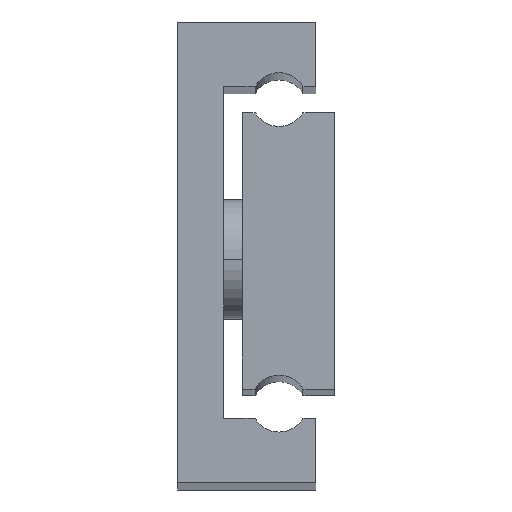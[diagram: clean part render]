
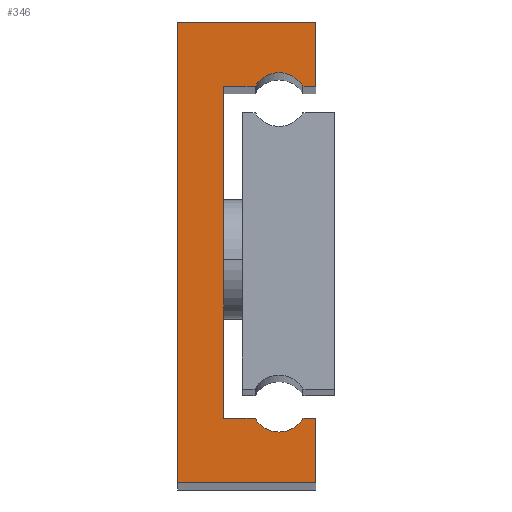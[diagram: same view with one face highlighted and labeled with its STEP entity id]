
A CAD part, top view. The second image highlights one B-rep face of the part: STEP entity #346.
In plain terms, the highlighted planar face has unit normal (0, 0, 1).
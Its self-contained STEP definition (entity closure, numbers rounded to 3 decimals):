
#9 = DIRECTION ( 'NONE',  ( 0., 1., 0. ) ) ;
#13 = ORIENTED_EDGE ( 'NONE', *, *, #1886, .T. ) ;
#14 = LINE ( 'NONE', #328, #1671 ) ;
#55 = LINE ( 'NONE', #1291, #1103 ) ;
#72 = VECTOR ( 'NONE', #9, 1000. ) ;
#81 = DIRECTION ( 'NONE',  ( 1., 0., 0. ) ) ;
#89 = CARTESIAN_POINT ( 'NONE',  ( 0., 50., 225. ) ) ;
#128 = VERTEX_POINT ( 'NONE', #647 ) ;
#159 = ORIENTED_EDGE ( 'NONE', *, *, #337, .T. ) ;
#162 = ORIENTED_EDGE ( 'NONE', *, *, #1623, .T. ) ;
#179 = EDGE_LOOP ( 'NONE', ( #13, #1823, #588, #1495, #1845, #1052, #159, #1862, #755, #162, #1878, #1893 ) ) ;
#192 = VECTOR ( 'NONE', #81, 1000. ) ;
#213 = LINE ( 'NONE', #1959, #1743 ) ;
#217 = VECTOR ( 'NONE', #1064, 1000. ) ;
#285 = VERTEX_POINT ( 'NONE', #1779 ) ;
#297 = VECTOR ( 'NONE', #1651, 1000. ) ;
#328 = CARTESIAN_POINT ( 'NONE',  ( 15., 0., 225. ) ) ;
#333 = VERTEX_POINT ( 'NONE', #89 ) ;
#337 = EDGE_CURVE ( 'NONE', #285, #1388, #213, .T. ) ;
#346 = ADVANCED_FACE ( 'NONE', ( #1352 ), #1968, .F. ) ;
#411 = VERTEX_POINT ( 'NONE', #1477 ) ;
#414 = CARTESIAN_POINT ( 'NONE',  ( 8.402, 43., 225. ) ) ;
#455 = LINE ( 'NONE', #1689, #530 ) ;
#489 = CARTESIAN_POINT ( 'NONE',  ( 5., 43., 225. ) ) ;
#519 = EDGE_CURVE ( 'NONE', #1982, #285, #684, .T. ) ;
#530 = VECTOR ( 'NONE', #1072, 1000. ) ;
#571 = DIRECTION ( 'NONE',  ( 0., 0., -1. ) ) ;
#580 = CIRCLE ( 'NONE', #1853, 3. ) ;
#588 = ORIENTED_EDGE ( 'NONE', *, *, #1847, .T. ) ;
#622 = VERTEX_POINT ( 'NONE', #1473 ) ;
#626 = DIRECTION ( 'NONE',  ( 0., 0., -1. ) ) ;
#647 = CARTESIAN_POINT ( 'NONE',  ( 15., 7., 225. ) ) ;
#649 = EDGE_CURVE ( 'NONE', #411, #333, #55, .T. ) ;
#684 = LINE ( 'NONE', #1032, #297 ) ;
#735 = LINE ( 'NONE', #414, #192 ) ;
#739 = VERTEX_POINT ( 'NONE', #848 ) ;
#742 = LINE ( 'NONE', #1214, #217 ) ;
#747 = DIRECTION ( 'NONE',  ( 0., 1., 0. ) ) ;
#755 = ORIENTED_EDGE ( 'NONE', *, *, #1857, .T. ) ;
#776 = DIRECTION ( 'NONE',  ( 0., 0., -1. ) ) ;
#848 = CARTESIAN_POINT ( 'NONE',  ( 15., 43., 225. ) ) ;
#855 = EDGE_CURVE ( 'NONE', #1388, #1420, #735, .T. ) ;
#864 = VERTEX_POINT ( 'NONE', #1960 ) ;
#894 = EDGE_CURVE ( 'NONE', #2001, #1618, #910, .T. ) ;
#910 = LINE ( 'NONE', #1522, #1412 ) ;
#922 = DIRECTION ( 'NONE',  ( 1., 0., 0. ) ) ;
#931 = CARTESIAN_POINT ( 'NONE',  ( 15., 50., 225. ) ) ;
#982 = CARTESIAN_POINT ( 'NONE',  ( 8.402, 43., 225. ) ) ;
#1032 = CARTESIAN_POINT ( 'NONE',  ( 8.402, 7., 225. ) ) ;
#1052 = ORIENTED_EDGE ( 'NONE', *, *, #519, .T. ) ;
#1064 = DIRECTION ( 'NONE',  ( 0., -1., 0. ) ) ;
#1072 = DIRECTION ( 'NONE',  ( 1., 0., 0. ) ) ;
#1103 = VECTOR ( 'NONE', #1615, 1000. ) ;
#1107 = CIRCLE ( 'NONE', #1355, 3. ) ;
#1109 = CARTESIAN_POINT ( 'NONE',  ( 11., 41.5, 225. ) ) ;
#1123 = CARTESIAN_POINT ( 'NONE',  ( 0., 0., 225. ) ) ;
#1185 = LINE ( 'NONE', #1961, #1446 ) ;
#1214 = CARTESIAN_POINT ( 'NONE',  ( 0., 0., 225. ) ) ;
#1232 = CARTESIAN_POINT ( 'NONE',  ( 15., 0., 225. ) ) ;
#1291 = CARTESIAN_POINT ( 'NONE',  ( 0., 50., 225. ) ) ;
#1341 = CARTESIAN_POINT ( 'NONE',  ( 11., 41.5, 225. ) ) ;
#1352 = FACE_OUTER_BOUND ( 'NONE', #179, .T. ) ;
#1355 = AXIS2_PLACEMENT_3D ( 'NONE', #1543, #626, #922 ) ;
#1388 = VERTEX_POINT ( 'NONE', #489 ) ;
#1405 = CARTESIAN_POINT ( 'NONE',  ( 8.402, 7., 225. ) ) ;
#1412 = VECTOR ( 'NONE', #1668, 1000. ) ;
#1420 = VERTEX_POINT ( 'NONE', #982 ) ;
#1446 = VECTOR ( 'NONE', #1950, 1000. ) ;
#1473 = CARTESIAN_POINT ( 'NONE',  ( 13.598, 43., 225. ) ) ;
#1477 = CARTESIAN_POINT ( 'NONE',  ( 15., 50., 225. ) ) ;
#1495 = ORIENTED_EDGE ( 'NONE', *, *, #1559, .T. ) ;
#1522 = CARTESIAN_POINT ( 'NONE',  ( 0., 0., 225. ) ) ;
#1543 = CARTESIAN_POINT ( 'NONE',  ( 11., 8.5, 225. ) ) ;
#1550 = AXIS2_PLACEMENT_3D ( 'NONE', #1341, #571, #1976 ) ;
#1559 = EDGE_CURVE ( 'NONE', #128, #864, #1185, .T. ) ;
#1615 = DIRECTION ( 'NONE',  ( -1., 0., 0. ) ) ;
#1618 = VERTEX_POINT ( 'NONE', #1232 ) ;
#1623 = EDGE_CURVE ( 'NONE', #622, #739, #455, .T. ) ;
#1636 = EDGE_CURVE ( 'NONE', #864, #1982, #1107, .T. ) ;
#1651 = DIRECTION ( 'NONE',  ( -1., 0., 0. ) ) ;
#1661 = EDGE_CURVE ( 'NONE', #739, #411, #1684, .T. ) ;
#1668 = DIRECTION ( 'NONE',  ( 1., 0., 0. ) ) ;
#1671 = VECTOR ( 'NONE', #1887, 1000. ) ;
#1684 = LINE ( 'NONE', #931, #72 ) ;
#1689 = CARTESIAN_POINT ( 'NONE',  ( 15., 43., 225. ) ) ;
#1743 = VECTOR ( 'NONE', #747, 1000. ) ;
#1779 = CARTESIAN_POINT ( 'NONE',  ( 5., 7., 225. ) ) ;
#1823 = ORIENTED_EDGE ( 'NONE', *, *, #894, .T. ) ;
#1845 = ORIENTED_EDGE ( 'NONE', *, *, #1636, .T. ) ;
#1847 = EDGE_CURVE ( 'NONE', #1618, #128, #14, .T. ) ;
#1853 = AXIS2_PLACEMENT_3D ( 'NONE', #1109, #776, #1894 ) ;
#1857 = EDGE_CURVE ( 'NONE', #1420, #622, #580, .T. ) ;
#1862 = ORIENTED_EDGE ( 'NONE', *, *, #855, .T. ) ;
#1878 = ORIENTED_EDGE ( 'NONE', *, *, #1661, .T. ) ;
#1886 = EDGE_CURVE ( 'NONE', #333, #2001, #742, .T. ) ;
#1887 = DIRECTION ( 'NONE',  ( 0., 1., 0. ) ) ;
#1893 = ORIENTED_EDGE ( 'NONE', *, *, #649, .T. ) ;
#1894 = DIRECTION ( 'NONE',  ( -1., 0., 0. ) ) ;
#1950 = DIRECTION ( 'NONE',  ( -1., 0., 0. ) ) ;
#1959 = CARTESIAN_POINT ( 'NONE',  ( 5., 7., 225. ) ) ;
#1960 = CARTESIAN_POINT ( 'NONE',  ( 13.598, 7., 225. ) ) ;
#1961 = CARTESIAN_POINT ( 'NONE',  ( 15., 7., 225. ) ) ;
#1968 = PLANE ( 'NONE',  #1550 ) ;
#1976 = DIRECTION ( 'NONE',  ( -1., 0., 0. ) ) ;
#1982 = VERTEX_POINT ( 'NONE', #1405 ) ;
#2001 = VERTEX_POINT ( 'NONE', #1123 ) ;
